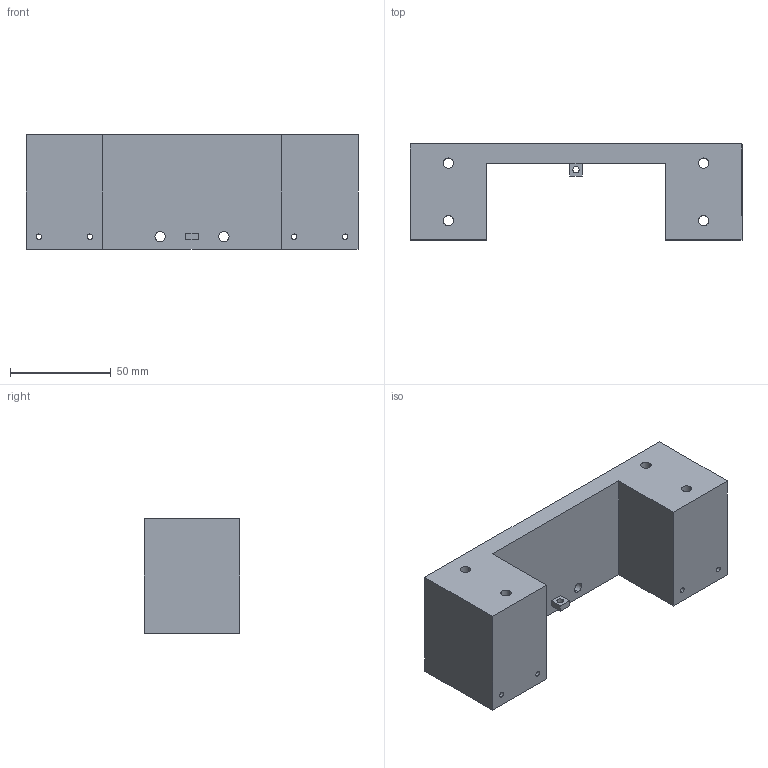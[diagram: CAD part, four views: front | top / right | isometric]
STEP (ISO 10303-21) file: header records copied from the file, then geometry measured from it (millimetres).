
FILE_DESCRIPTION (( 'STEP AP214' ), '1' );
FILE_NAME ('SupportTop.STEP', '2021-07-28T21:21:25', ( '' ), ( '' ), 'SwSTEP 2.0', 'SolidWorks 2021', '' );
FILE_SCHEMA (( 'AUTOMOTIVE_DESIGN' ));
Length unit declared in the file: inch
Products named in the file (1): SupportTop
Bounding box: 165.1 x 47.69 x 57.15 mm (x, y, z)
Volume: 249963.9 mm3; surface area: 43103.1 mm2
Topology: 2 solids, 2 shells, 42 faces, 110 edges, 72 vertices
Faces by surface type: cylinder 22, plane 16, cone 4
Entity records: 1665 total; most frequent: DIRECTION 244, CARTESIAN_POINT 225, ORIENTED_EDGE 220, EDGE_CURVE 110, AXIS2_PLACEMENT_3D 91, VERTEX_POINT 72, EDGE_LOOP 64, VECTOR 62
